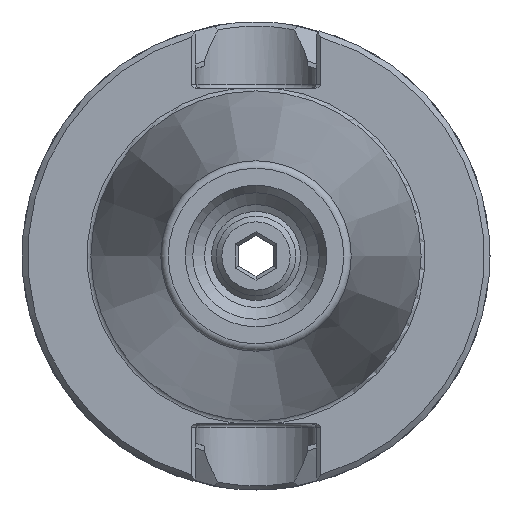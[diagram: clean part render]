
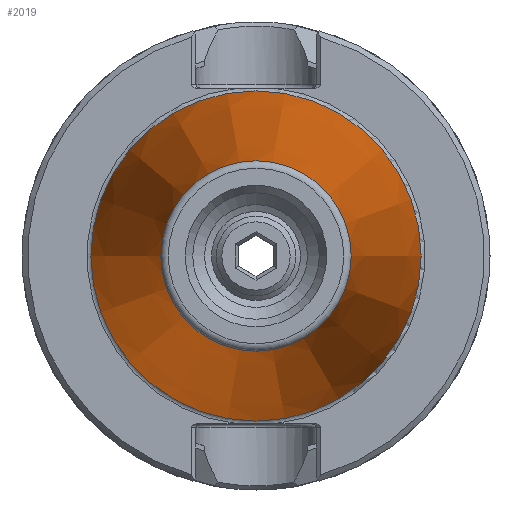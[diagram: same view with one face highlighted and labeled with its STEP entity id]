
A CAD part, left-side view. The second image highlights one B-rep face of the part: STEP entity #2019.
In plain terms, the highlighted conical face has half-angle 8.297 degrees and reference radius 17.456 mm.
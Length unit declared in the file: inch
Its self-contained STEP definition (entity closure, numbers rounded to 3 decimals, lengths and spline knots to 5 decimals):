
#323=CONICAL_SURFACE('',#2204,0.68724,8.297);
#523=FACE_BOUND('',#765,.T.);
#608=FACE_OUTER_BOUND('',#764,.T.);
#764=EDGE_LOOP('',(#1649));
#765=EDGE_LOOP('',(#1650));
#897=CIRCLE('',#2187,0.875);
#905=CIRCLE('',#2202,0.50448);
#1052=VERTEX_POINT('',#3389);
#1060=VERTEX_POINT('',#3412);
#1279=EDGE_CURVE('',#1052,#1052,#897,.T.);
#1287=EDGE_CURVE('',#1060,#1060,#905,.T.);
#1649=ORIENTED_EDGE('',*,*,#1279,.T.);
#1650=ORIENTED_EDGE('',*,*,#1287,.F.);
#2019=ADVANCED_FACE('',(#608,#523),#323,.T.);
#2187=AXIS2_PLACEMENT_3D('',#3390,#2580,#2581);
#2202=AXIS2_PLACEMENT_3D('',#3413,#2610,#2611);
#2204=AXIS2_PLACEMENT_3D('',#3415,#2614,#2615);
#2580=DIRECTION('center_axis',(-1.,0.,0.));
#2581=DIRECTION('ref_axis',(0.,1.,0.));
#2610=DIRECTION('center_axis',(-1.,0.,0.));
#2611=DIRECTION('ref_axis',(0.,-1.,0.));
#2614=DIRECTION('center_axis',(1.,0.,0.));
#2615=DIRECTION('ref_axis',(0.,1.,0.));
#3389=CARTESIAN_POINT('',(0.00001,0.875,0.));
#3390=CARTESIAN_POINT('Origin',(0.00001,0.,0.));
#3412=CARTESIAN_POINT('',(-2.54077,0.50448,0.));
#3413=CARTESIAN_POINT('Origin',(-2.54077,0.,
0.));
#3415=CARTESIAN_POINT('Origin',(-1.2875,0.,0.));
